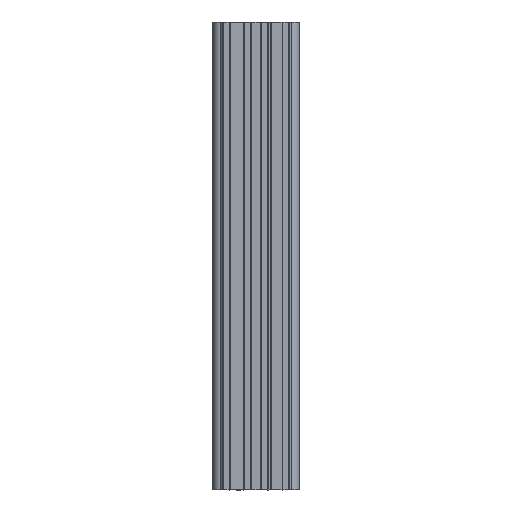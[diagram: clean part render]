
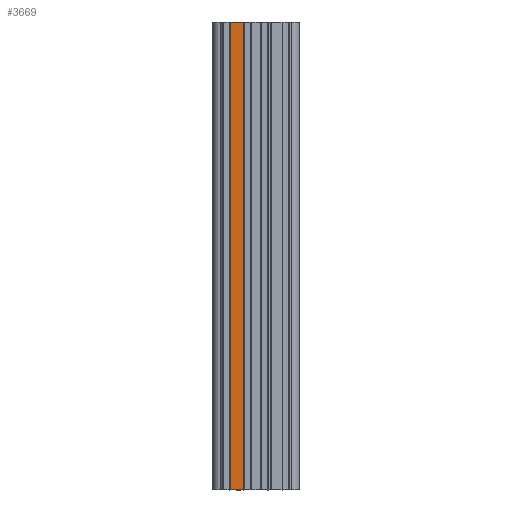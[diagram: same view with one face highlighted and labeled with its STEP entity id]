
A CAD part, front view. The second image highlights one B-rep face of the part: STEP entity #3669.
In plain terms, the highlighted planar face has unit normal (0, -1, 0).
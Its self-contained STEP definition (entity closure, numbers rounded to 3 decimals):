
#45 = LINE ( 'NONE', #3285, #4428 ) ;
#444 = CARTESIAN_POINT ( 'NONE',  ( -6.5, -28.238, 270. ) ) ;
#478 = LINE ( 'NONE', #1724, #1667 ) ;
#619 = CARTESIAN_POINT ( 'NONE',  ( -15., -28.238, 270. ) ) ;
#748 = EDGE_CURVE ( 'NONE', #2345, #1850, #4434, .T. ) ;
#804 = EDGE_LOOP ( 'NONE', ( #2565, #6046, #5433, #4342 ) ) ;
#1133 = EDGE_CURVE ( 'NONE', #1850, #3880, #45, .T. ) ;
#1190 = DIRECTION ( 'NONE',  ( 1., 0., 0. ) ) ;
#1271 = DIRECTION ( 'NONE',  ( 0., 0., 1. ) ) ;
#1356 = VECTOR ( 'NONE', #2474, 1000. ) ;
#1451 = EDGE_CURVE ( 'NONE', #5518, #3880, #4361, .T. ) ;
#1667 = VECTOR ( 'NONE', #1271, 1000. ) ;
#1724 = CARTESIAN_POINT ( 'NONE',  ( -15., -28.238, 270. ) ) ;
#1729 = CARTESIAN_POINT ( 'NONE',  ( -6.5, -28.238, 0. ) ) ;
#1818 = FACE_OUTER_BOUND ( 'NONE', #804, .T. ) ;
#1850 = VERTEX_POINT ( 'NONE', #4797 ) ;
#2014 = CARTESIAN_POINT ( 'NONE',  ( 0., -28.238, 270. ) ) ;
#2345 = VERTEX_POINT ( 'NONE', #619 ) ;
#2474 = DIRECTION ( 'NONE',  ( 1., 0., 0. ) ) ;
#2565 = ORIENTED_EDGE ( 'NONE', *, *, #748, .F. ) ;
#3052 = VECTOR ( 'NONE', #1190, 1000. ) ;
#3285 = CARTESIAN_POINT ( 'NONE',  ( -7., -28.238, 270. ) ) ;
#3287 = AXIS2_PLACEMENT_3D ( 'NONE', #444, #5606, #4683 ) ;
#3669 = ADVANCED_FACE ( 'NONE', ( #1818 ), #5628, .F. ) ;
#3880 = VERTEX_POINT ( 'NONE', #4875 ) ;
#4342 = ORIENTED_EDGE ( 'NONE', *, *, #1133, .F. ) ;
#4361 = LINE ( 'NONE', #1729, #3052 ) ;
#4428 = VECTOR ( 'NONE', #5625, 1000. ) ;
#4434 = LINE ( 'NONE', #2014, #1356 ) ;
#4683 = DIRECTION ( 'NONE',  ( 0., 0., 1. ) ) ;
#4725 = EDGE_CURVE ( 'NONE', #5518, #2345, #478, .T. ) ;
#4797 = CARTESIAN_POINT ( 'NONE',  ( -7., -28.238, 270. ) ) ;
#4875 = CARTESIAN_POINT ( 'NONE',  ( -7., -28.238, 0. ) ) ;
#4995 = CARTESIAN_POINT ( 'NONE',  ( -15., -28.238, 0. ) ) ;
#5433 = ORIENTED_EDGE ( 'NONE', *, *, #1451, .T. ) ;
#5518 = VERTEX_POINT ( 'NONE', #4995 ) ;
#5606 = DIRECTION ( 'NONE',  ( 0., 1., 0. ) ) ;
#5625 = DIRECTION ( 'NONE',  ( 0., 0., -1. ) ) ;
#5628 = PLANE ( 'NONE',  #3287 ) ;
#6046 = ORIENTED_EDGE ( 'NONE', *, *, #4725, .F. ) ;
